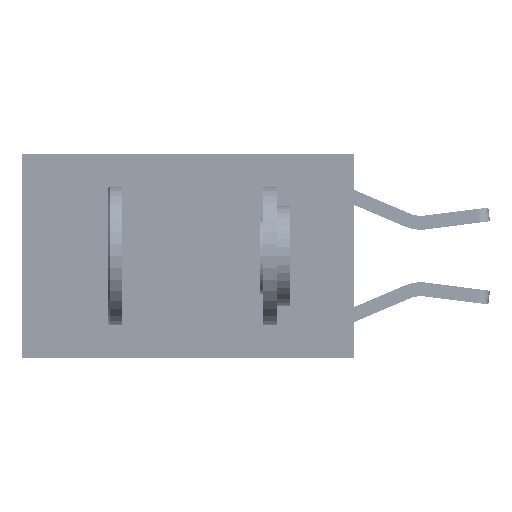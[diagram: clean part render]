
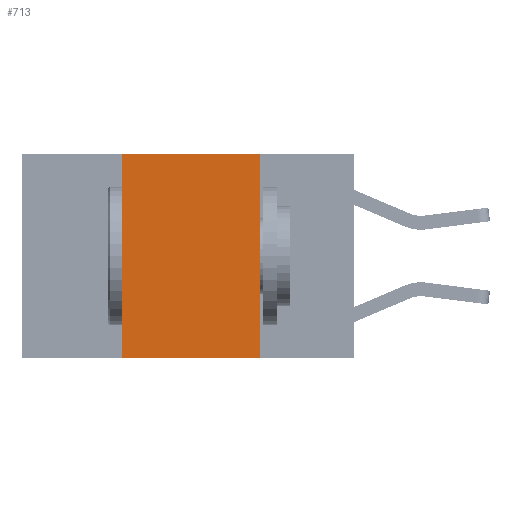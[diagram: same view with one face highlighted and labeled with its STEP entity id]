
A CAD part, left-side view. The second image highlights one B-rep face of the part: STEP entity #713.
In plain terms, the highlighted planar face has unit normal (-1, 0, 0).
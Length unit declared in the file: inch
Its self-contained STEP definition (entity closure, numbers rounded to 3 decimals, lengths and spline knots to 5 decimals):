
#57 = DIRECTION ( 'NONE',  ( 0., -1., 0. ) ) ;
#202 = ORIENTED_EDGE ( 'NONE', *, *, #17992, .T. ) ;
#449 = VECTOR ( 'NONE', #16595, 39.37008 ) ;
#713 = ADVANCED_FACE ( 'NONE', ( #22833 ), #6228, .F. ) ;
#971 = EDGE_LOOP ( 'NONE', ( #22257, #19092, #18152, #202 ) ) ;
#2050 = CARTESIAN_POINT ( 'NONE',  ( 0., 0.17, -0.37 ) ) ;
#2116 = VECTOR ( 'NONE', #2299, 39.37008 ) ;
#2299 = DIRECTION ( 'NONE',  ( 0., 0., -1. ) ) ;
#4888 = EDGE_CURVE ( 'NONE', #12119, #30134, #31714, .T. ) ;
#5034 = CARTESIAN_POINT ( 'NONE',  ( 0., 0.17, 0. ) ) ;
#6228 = PLANE ( 'NONE',  #32036 ) ;
#6842 = LINE ( 'NONE', #29239, #449 ) ;
#7099 = VECTOR ( 'NONE', #57, 39.37008 ) ;
#8484 = CARTESIAN_POINT ( 'NONE',  ( 0., 0.6, 0. ) ) ;
#11960 = VERTEX_POINT ( 'NONE', #2050 ) ;
#12119 = VERTEX_POINT ( 'NONE', #30144 ) ;
#12389 = CARTESIAN_POINT ( 'NONE',  ( 0., 0.42, 0. ) ) ;
#12390 = CARTESIAN_POINT ( 'NONE',  ( 0., 0.17, 0. ) ) ;
#13793 = VERTEX_POINT ( 'NONE', #5034 ) ;
#14697 = EDGE_CURVE ( 'NONE', #30134, #13793, #22335, .T. ) ;
#16595 = DIRECTION ( 'NONE',  ( 0., -1., 0. ) ) ;
#17992 = EDGE_CURVE ( 'NONE', #12119, #11960, #6842, .T. ) ;
#18152 = ORIENTED_EDGE ( 'NONE', *, *, #4888, .F. ) ;
#18750 = VECTOR ( 'NONE', #21980, 39.37008 ) ;
#19092 = ORIENTED_EDGE ( 'NONE', *, *, #14697, .F. ) ;
#20534 = CARTESIAN_POINT ( 'NONE',  ( 0., 0.6, 0. ) ) ;
#21980 = DIRECTION ( 'NONE',  ( 0., 0., 1. ) ) ;
#22257 = ORIENTED_EDGE ( 'NONE', *, *, #32033, .F. ) ;
#22335 = LINE ( 'NONE', #20534, #7099 ) ;
#22833 = FACE_OUTER_BOUND ( 'NONE', #971, .T. ) ;
#22985 = DIRECTION ( 'NONE',  ( 1., 0., 0. ) ) ;
#23145 = DIRECTION ( 'NONE',  ( 0., 0., -1. ) ) ;
#24624 = CARTESIAN_POINT ( 'NONE',  ( 0., 0.42, 0. ) ) ;
#24899 = LINE ( 'NONE', #12390, #2116 ) ;
#29239 = CARTESIAN_POINT ( 'NONE',  ( 0., 0.6, -0.37 ) ) ;
#30134 = VERTEX_POINT ( 'NONE', #24624 ) ;
#30144 = CARTESIAN_POINT ( 'NONE',  ( 0., 0.42, -0.37 ) ) ;
#31714 = LINE ( 'NONE', #12389, #18750 ) ;
#32033 = EDGE_CURVE ( 'NONE', #13793, #11960, #24899, .T. ) ;
#32036 = AXIS2_PLACEMENT_3D ( 'NONE', #8484, #22985, #23145 ) ;
